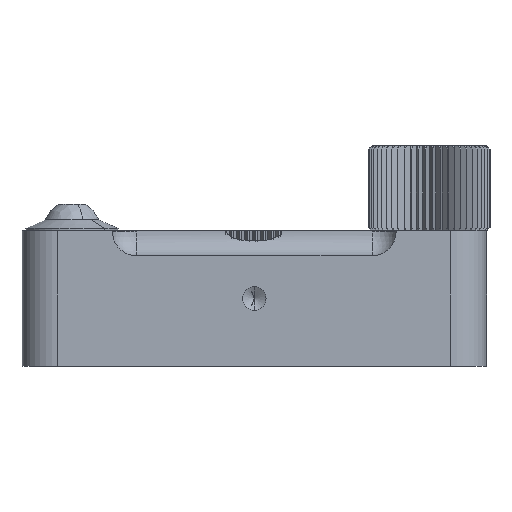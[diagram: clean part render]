
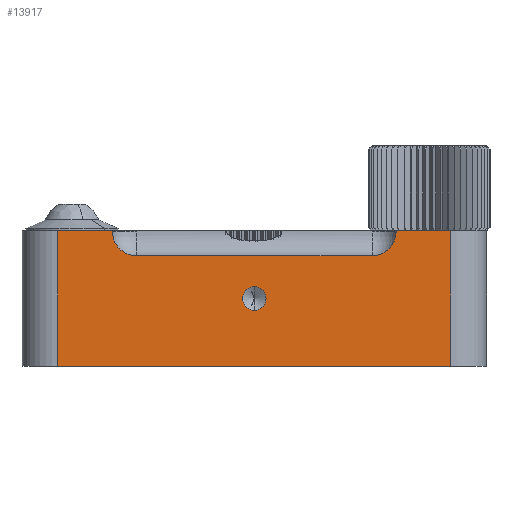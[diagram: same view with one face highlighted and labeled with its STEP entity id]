
A CAD part, front view. The second image highlights one B-rep face of the part: STEP entity #13917.
In plain terms, the highlighted planar face has unit normal (0, -1, 0).
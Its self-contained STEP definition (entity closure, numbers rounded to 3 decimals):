
#611 = AXIS2_PLACEMENT_3D ( 'NONE', #8690, #78645, #18774 ) ;
#850 = CARTESIAN_POINT ( 'NONE',  ( -27.5, -32.5, -19. ) ) ;
#1298 = AXIS2_PLACEMENT_3D ( 'NONE', #7090, #27200, #69143 ) ;
#1525 = CARTESIAN_POINT ( 'NONE',  ( -27.5, -32.5, -19. ) ) ;
#2076 = CARTESIAN_POINT ( 'NONE',  ( 16.5, -32.5, -0.15 ) ) ;
#4486 = AXIS2_PLACEMENT_3D ( 'NONE', #13305, #43833, #83227 ) ;
#4670 = DIRECTION ( 'NONE',  ( 0., 0., -1. ) ) ;
#5054 = DIRECTION ( 'NONE',  ( 0., 0., -1. ) ) ;
#5416 = CARTESIAN_POINT ( 'NONE',  ( -27.5, -32.5, 0. ) ) ;
#6640 = EDGE_CURVE ( 'NONE', #72704, #105156, #14117, .T. ) ;
#6966 = VERTEX_POINT ( 'NONE', #43004 ) ;
#7090 = CARTESIAN_POINT ( 'NONE',  ( 0., -32.5, -9.5 ) ) ;
#8690 = CARTESIAN_POINT ( 'NONE',  ( 0., -32.5, -9.5 ) ) ;
#8697 = EDGE_CURVE ( 'NONE', #45499, #37896, #12020, .T. ) ;
#10857 = VERTEX_POINT ( 'NONE', #114656 ) ;
#11884 = LINE ( 'NONE', #85076, #127571 ) ;
#12020 = CIRCLE ( 'NONE', #100406, 3.354 ) ;
#12050 = VECTOR ( 'NONE', #70428, 1000. ) ;
#12185 = ORIENTED_EDGE ( 'NONE', *, *, #66870, .F. ) ;
#13305 = CARTESIAN_POINT ( 'NONE',  ( -16.5, -32.5, -0.15 ) ) ;
#13917 = ADVANCED_FACE ( 'NONE', ( #64594, #97510 ), #45297, .T. ) ;
#14117 = LINE ( 'NONE', #86433, #90769 ) ;
#16004 = CARTESIAN_POINT ( 'NONE',  ( -27.5, -32.5, 0. ) ) ;
#18774 = DIRECTION ( 'NONE',  ( 0., 0., -1. ) ) ;
#19014 = ORIENTED_EDGE ( 'NONE', *, *, #124226, .T. ) ;
#20754 = CARTESIAN_POINT ( 'NONE',  ( -27.5, -32.5, -19. ) ) ;
#22493 = VECTOR ( 'NONE', #113409, 1000. ) ;
#23892 = CARTESIAN_POINT ( 'NONE',  ( 16.5, -32.5, -3.504 ) ) ;
#24875 = ORIENTED_EDGE ( 'NONE', *, *, #93211, .F. ) ;
#25078 = CARTESIAN_POINT ( 'NONE',  ( 19.851, -32.5, 0. ) ) ;
#25238 = EDGE_CURVE ( 'NONE', #45499, #10857, #52978, .T. ) ;
#25592 = VERTEX_POINT ( 'NONE', #20754 ) ;
#26494 = CARTESIAN_POINT ( 'NONE',  ( -16.5, -32.5, -0.15 ) ) ;
#27163 = CARTESIAN_POINT ( 'NONE',  ( 0., -32.5, -11.15 ) ) ;
#27200 = DIRECTION ( 'NONE',  ( 0., -1., 0. ) ) ;
#27976 = AXIS2_PLACEMENT_3D ( 'NONE', #26494, #64967, #5054 ) ;
#30160 = ORIENTED_EDGE ( 'NONE', *, *, #32649, .T. ) ;
#31953 = DIRECTION ( 'NONE',  ( 1., 0., 0. ) ) ;
#32649 = EDGE_CURVE ( 'NONE', #6966, #10857, #11884, .T. ) ;
#36121 = CARTESIAN_POINT ( 'NONE',  ( 0., -32.5, -7.85 ) ) ;
#36587 = DIRECTION ( 'NONE',  ( -1., 0., 0. ) ) ;
#37896 = VERTEX_POINT ( 'NONE', #103162 ) ;
#40881 = LINE ( 'NONE', #51167, #84691 ) ;
#41737 = EDGE_LOOP ( 'NONE', ( #24875, #101101 ) ) ;
#43004 = CARTESIAN_POINT ( 'NONE',  ( 27.5, -32.5, -19. ) ) ;
#43188 = CARTESIAN_POINT ( 'NONE',  ( -19.854, -32.5, -0.15 ) ) ;
#43389 = EDGE_CURVE ( 'NONE', #97179, #99242, #40881, .T. ) ;
#43833 = DIRECTION ( 'NONE',  ( 0., 1., 0. ) ) ;
#45297 = PLANE ( 'NONE',  #121060 ) ;
#45499 = VERTEX_POINT ( 'NONE', #25078 ) ;
#45847 = CIRCLE ( 'NONE', #27976, 3.354 ) ;
#49823 = VECTOR ( 'NONE', #106484, 1000. ) ;
#50785 = AXIS2_PLACEMENT_3D ( 'NONE', #2076, #120581, #111381 ) ;
#51167 = CARTESIAN_POINT ( 'NONE',  ( -27.5, -32.5, 0. ) ) ;
#52978 = LINE ( 'NONE', #16004, #49823 ) ;
#53387 = CARTESIAN_POINT ( 'NONE',  ( -16.5, -32.5, -3.504 ) ) ;
#56264 = DIRECTION ( 'NONE',  ( 0., -1., 0. ) ) ;
#56925 = ORIENTED_EDGE ( 'NONE', *, *, #125352, .T. ) ;
#64528 = VERTEX_POINT ( 'NONE', #36121 ) ;
#64594 = FACE_BOUND ( 'NONE', #41737, .T. ) ;
#64958 = DIRECTION ( 'NONE',  ( 0., 0., 1. ) ) ;
#64967 = DIRECTION ( 'NONE',  ( 0., 1., 0. ) ) ;
#66870 = EDGE_CURVE ( 'NONE', #25592, #97179, #88687, .T. ) ;
#69143 = DIRECTION ( 'NONE',  ( 0., 0., -1. ) ) ;
#69845 = EDGE_CURVE ( 'NONE', #105156, #119763, #45847, .T. ) ;
#70428 = DIRECTION ( 'NONE',  ( 0., 0., 1. ) ) ;
#70773 = CIRCLE ( 'NONE', #1298, 1.65 ) ;
#72704 = VERTEX_POINT ( 'NONE', #23892 ) ;
#76138 = ORIENTED_EDGE ( 'NONE', *, *, #113628, .T. ) ;
#77867 = ORIENTED_EDGE ( 'NONE', *, *, #43389, .F. ) ;
#78645 = DIRECTION ( 'NONE',  ( 0., -1., 0. ) ) ;
#79513 = ORIENTED_EDGE ( 'NONE', *, *, #8697, .T. ) ;
#83227 = DIRECTION ( 'NONE',  ( 0., 0., -1. ) ) ;
#84413 = ORIENTED_EDGE ( 'NONE', *, *, #6640, .T. ) ;
#84691 = VECTOR ( 'NONE', #31953, 1000. ) ;
#85076 = CARTESIAN_POINT ( 'NONE',  ( 27.5, -32.5, -19. ) ) ;
#86433 = CARTESIAN_POINT ( 'NONE',  ( -27.5, -32.5, -3.504 ) ) ;
#86591 = DIRECTION ( 'NONE',  ( 0., 1., 0. ) ) ;
#88687 = LINE ( 'NONE', #850, #12050 ) ;
#90769 = VECTOR ( 'NONE', #36587, 1000. ) ;
#93211 = EDGE_CURVE ( 'NONE', #123715, #64528, #70773, .T. ) ;
#94979 = EDGE_LOOP ( 'NONE', ( #84413, #98915, #76138, #77867, #12185, #19014, #30160, #123061, #79513, #56925 ) ) ;
#95616 = CARTESIAN_POINT ( 'NONE',  ( -27.5, -32.5, -19. ) ) ;
#95786 = CARTESIAN_POINT ( 'NONE',  ( 16.5, -32.5, -0.15 ) ) ;
#97179 = VERTEX_POINT ( 'NONE', #5416 ) ;
#97510 = FACE_OUTER_BOUND ( 'NONE', #94979, .T. ) ;
#98915 = ORIENTED_EDGE ( 'NONE', *, *, #69845, .T. ) ;
#99242 = VERTEX_POINT ( 'NONE', #121298 ) ;
#100406 = AXIS2_PLACEMENT_3D ( 'NONE', #95786, #86591, #105857 ) ;
#101101 = ORIENTED_EDGE ( 'NONE', *, *, #126287, .F. ) ;
#103162 = CARTESIAN_POINT ( 'NONE',  ( 19.854, -32.5, -0.15 ) ) ;
#103799 = LINE ( 'NONE', #1525, #22493 ) ;
#105156 = VERTEX_POINT ( 'NONE', #53387 ) ;
#105857 = DIRECTION ( 'NONE',  ( 0., 0., -1. ) ) ;
#106484 = DIRECTION ( 'NONE',  ( 1., 0., 0. ) ) ;
#107879 = CIRCLE ( 'NONE', #611, 1.65 ) ;
#111381 = DIRECTION ( 'NONE',  ( 0., 0., -1. ) ) ;
#113409 = DIRECTION ( 'NONE',  ( 1., 0., 0. ) ) ;
#113628 = EDGE_CURVE ( 'NONE', #119763, #99242, #114537, .T. ) ;
#114537 = CIRCLE ( 'NONE', #4486, 3.354 ) ;
#114656 = CARTESIAN_POINT ( 'NONE',  ( 27.5, -32.5, 0. ) ) ;
#119763 = VERTEX_POINT ( 'NONE', #43188 ) ;
#120581 = DIRECTION ( 'NONE',  ( 0., 1., 0. ) ) ;
#121060 = AXIS2_PLACEMENT_3D ( 'NONE', #95616, #56264, #4670 ) ;
#121298 = CARTESIAN_POINT ( 'NONE',  ( -19.851, -32.5, 0. ) ) ;
#123061 = ORIENTED_EDGE ( 'NONE', *, *, #25238, .F. ) ;
#123715 = VERTEX_POINT ( 'NONE', #27163 ) ;
#124226 = EDGE_CURVE ( 'NONE', #25592, #6966, #103799, .T. ) ;
#125279 = CIRCLE ( 'NONE', #50785, 3.354 ) ;
#125352 = EDGE_CURVE ( 'NONE', #37896, #72704, #125279, .T. ) ;
#126287 = EDGE_CURVE ( 'NONE', #64528, #123715, #107879, .T. ) ;
#127571 = VECTOR ( 'NONE', #64958, 1000. ) ;
